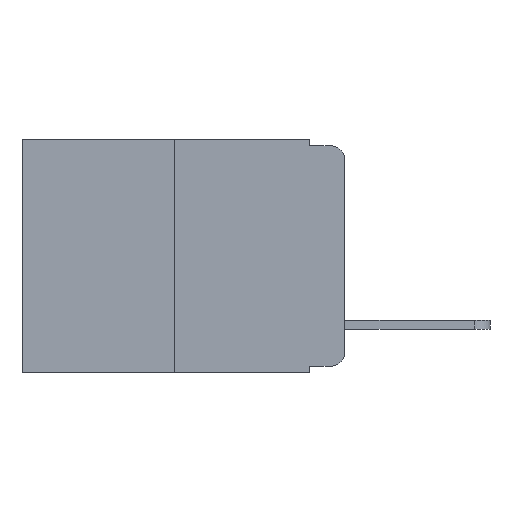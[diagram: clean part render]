
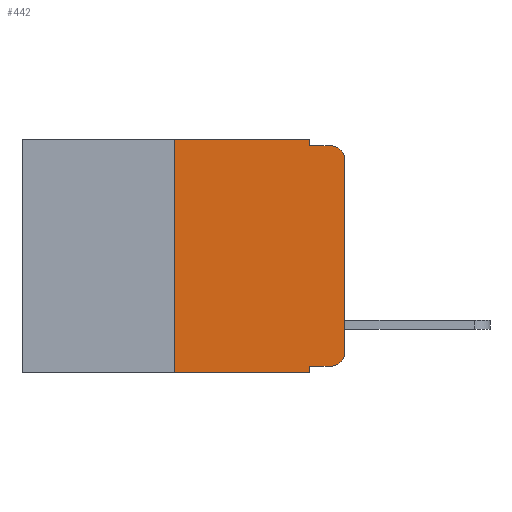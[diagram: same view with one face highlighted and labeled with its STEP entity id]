
A CAD part, left-side view. The second image highlights one B-rep face of the part: STEP entity #442.
In plain terms, the highlighted planar face has unit normal (-1, 0, 0).
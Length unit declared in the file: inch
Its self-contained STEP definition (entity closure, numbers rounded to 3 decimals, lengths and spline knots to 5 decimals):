
#57 = EDGE_CURVE ( 'NONE', #12667, #10337, #9288, .T. ) ;
#442 = ADVANCED_FACE ( 'NONE', ( #20775 ), #1739, .F. ) ;
#623 = VERTEX_POINT ( 'NONE', #9363 ) ;
#965 = VECTOR ( 'NONE', #19089, 39.37008 ) ;
#1190 = CARTESIAN_POINT ( 'NONE',  ( 0., 0.02, -0.03 ) ) ;
#1276 = ORIENTED_EDGE ( 'NONE', *, *, #8991, .T. ) ;
#1419 = DIRECTION ( 'NONE',  ( 0., -1., 0. ) ) ;
#1495 = DIRECTION ( 'NONE',  ( 0., 0., -1. ) ) ;
#1739 = PLANE ( 'NONE',  #12204 ) ;
#1811 = DIRECTION ( 'NONE',  ( 0., 0., 1. ) ) ;
#1968 = LINE ( 'NONE', #8877, #5075 ) ;
#2052 = CARTESIAN_POINT ( 'NONE',  ( 0., 0.25, 0. ) ) ;
#2273 = EDGE_CURVE ( 'NONE', #8051, #10885, #19519, .T. ) ;
#2477 = CARTESIAN_POINT ( 'NONE',  ( 0., 0.051, -0.01 ) ) ;
#2794 = LINE ( 'NONE', #6282, #19019 ) ;
#3238 = AXIS2_PLACEMENT_3D ( 'NONE', #1190, #21007, #1495 ) ;
#4037 = ORIENTED_EDGE ( 'NONE', *, *, #12311, .F. ) ;
#4134 = EDGE_CURVE ( 'NONE', #7208, #10337, #11836, .T. ) ;
#4346 = LINE ( 'NONE', #2052, #5760 ) ;
#5002 = VECTOR ( 'NONE', #1419, 39.37008 ) ;
#5075 = VECTOR ( 'NONE', #19575, 39.37008 ) ;
#5185 = LINE ( 'NONE', #21111, #14398 ) ;
#5460 = DIRECTION ( 'NONE',  ( 0., 0., -1. ) ) ;
#5680 = VECTOR ( 'NONE', #9684, 39.37008 ) ;
#5760 = VECTOR ( 'NONE', #1811, 39.37008 ) ;
#6282 = CARTESIAN_POINT ( 'NONE',  ( 0., 0.473, 0. ) ) ;
#6648 = DIRECTION ( 'NONE',  ( 0., 0., -1. ) ) ;
#7175 = CARTESIAN_POINT ( 'NONE',  ( 0., 0.473, 0. ) ) ;
#7208 = VERTEX_POINT ( 'NONE', #21369 ) ;
#7346 = EDGE_CURVE ( 'NONE', #21335, #623, #2794, .T. ) ;
#7691 = ORIENTED_EDGE ( 'NONE', *, *, #9989, .T. ) ;
#8051 = VERTEX_POINT ( 'NONE', #17048 ) ;
#8166 = CARTESIAN_POINT ( 'NONE',  ( 0., 0.051, -0.333 ) ) ;
#8250 = CARTESIAN_POINT ( 'NONE',  ( 0., 0.051, -0.343 ) ) ;
#8417 = CARTESIAN_POINT ( 'NONE',  ( 0., 0., -0.313 ) ) ;
#8599 = DIRECTION ( 'NONE',  ( -1., 0., 0. ) ) ;
#8613 = CIRCLE ( 'NONE', #11414, 0.02 ) ;
#8643 = LINE ( 'NONE', #8166, #15351 ) ;
#8877 = CARTESIAN_POINT ( 'NONE',  ( 0., 0.051, 0. ) ) ;
#8991 = EDGE_CURVE ( 'NONE', #14232, #20574, #8613, .T. ) ;
#9288 = LINE ( 'NONE', #2477, #5680 ) ;
#9363 = CARTESIAN_POINT ( 'NONE',  ( 0., 0.051, 0. ) ) ;
#9684 = DIRECTION ( 'NONE',  ( 0., -1., 0. ) ) ;
#9946 = DIRECTION ( 'NONE',  ( 0., -1., 0. ) ) ;
#9989 = EDGE_CURVE ( 'NONE', #13873, #14232, #8643, .T. ) ;
#10075 = ORIENTED_EDGE ( 'NONE', *, *, #4134, .T. ) ;
#10337 = VERTEX_POINT ( 'NONE', #12249 ) ;
#10483 = ORIENTED_EDGE ( 'NONE', *, *, #7346, .F. ) ;
#10774 = DIRECTION ( 'NONE',  ( 1., 0., 0. ) ) ;
#10885 = VERTEX_POINT ( 'NONE', #8250 ) ;
#11395 = ORIENTED_EDGE ( 'NONE', *, *, #14258, .F. ) ;
#11414 = AXIS2_PLACEMENT_3D ( 'NONE', #19206, #8599, #19522 ) ;
#11613 = CARTESIAN_POINT ( 'NONE',  ( 0., 0.051, -0.01 ) ) ;
#11836 = CIRCLE ( 'NONE', #3238, 0.02 ) ;
#12204 = AXIS2_PLACEMENT_3D ( 'NONE', #7175, #10774, #5460 ) ;
#12249 = CARTESIAN_POINT ( 'NONE',  ( 0., 0.02, -0.01 ) ) ;
#12311 = EDGE_CURVE ( 'NONE', #8051, #21335, #4346, .T. ) ;
#12667 = VERTEX_POINT ( 'NONE', #11613 ) ;
#13687 = EDGE_CURVE ( 'NONE', #20574, #7208, #22520, .T. ) ;
#13873 = VERTEX_POINT ( 'NONE', #19637 ) ;
#14232 = VERTEX_POINT ( 'NONE', #18680 ) ;
#14258 = EDGE_CURVE ( 'NONE', #623, #12667, #5185, .T. ) ;
#14271 = CARTESIAN_POINT ( 'NONE',  ( 0., 0.473, -0.343 ) ) ;
#14390 = ORIENTED_EDGE ( 'NONE', *, *, #16241, .F. ) ;
#14398 = VECTOR ( 'NONE', #6648, 39.37008 ) ;
#14910 = ORIENTED_EDGE ( 'NONE', *, *, #2273, .T. ) ;
#15351 = VECTOR ( 'NONE', #17150, 39.37008 ) ;
#16241 = EDGE_CURVE ( 'NONE', #13873, #10885, #1968, .T. ) ;
#16555 = ORIENTED_EDGE ( 'NONE', *, *, #13687, .T. ) ;
#17048 = CARTESIAN_POINT ( 'NONE',  ( 0., 0.25, -0.343 ) ) ;
#17150 = DIRECTION ( 'NONE',  ( 0., -1., 0. ) ) ;
#18584 = EDGE_LOOP ( 'NONE', ( #16555, #10075, #18945, #11395, #10483, #4037, #14910, #14390, #7691, #1276 ) ) ;
#18680 = CARTESIAN_POINT ( 'NONE',  ( 0., 0.02, -0.333 ) ) ;
#18945 = ORIENTED_EDGE ( 'NONE', *, *, #57, .F. ) ;
#19019 = VECTOR ( 'NONE', #9946, 39.37008 ) ;
#19070 = CARTESIAN_POINT ( 'NONE',  ( 0., 0.25, 0. ) ) ;
#19089 = DIRECTION ( 'NONE',  ( 0., 0., 1. ) ) ;
#19206 = CARTESIAN_POINT ( 'NONE',  ( 0., 0.02, -0.313 ) ) ;
#19519 = LINE ( 'NONE', #14271, #5002 ) ;
#19522 = DIRECTION ( 'NONE',  ( 0., 0., -1. ) ) ;
#19575 = DIRECTION ( 'NONE',  ( 0., 0., -1. ) ) ;
#19637 = CARTESIAN_POINT ( 'NONE',  ( 0., 0.051, -0.333 ) ) ;
#20574 = VERTEX_POINT ( 'NONE', #8417 ) ;
#20775 = FACE_OUTER_BOUND ( 'NONE', #18584, .T. ) ;
#21007 = DIRECTION ( 'NONE',  ( -1., 0., 0. ) ) ;
#21111 = CARTESIAN_POINT ( 'NONE',  ( 0., 0.051, 0. ) ) ;
#21335 = VERTEX_POINT ( 'NONE', #19070 ) ;
#21369 = CARTESIAN_POINT ( 'NONE',  ( 0., 0., -0.03 ) ) ;
#22520 = LINE ( 'NONE', #22777, #965 ) ;
#22777 = CARTESIAN_POINT ( 'NONE',  ( 0., 0., 0. ) ) ;
